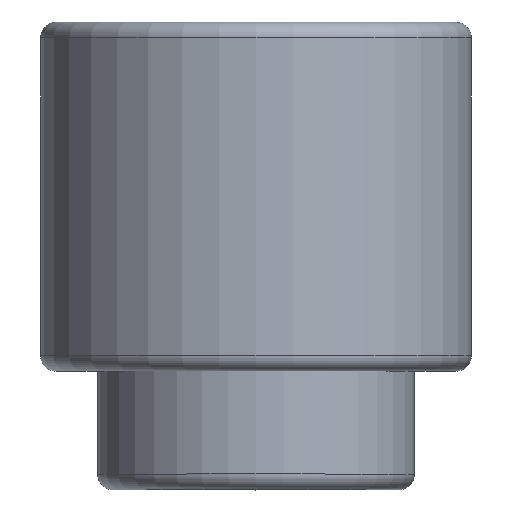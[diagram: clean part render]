
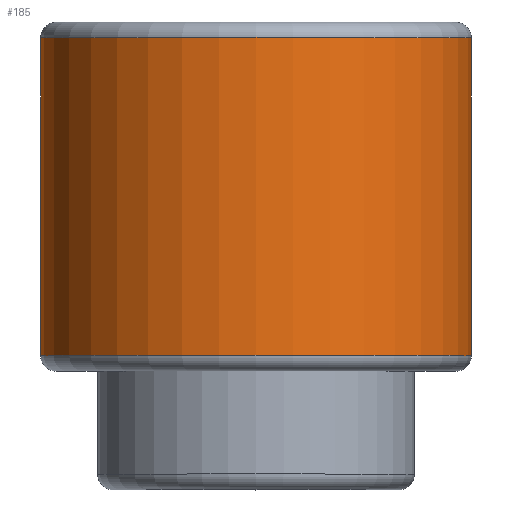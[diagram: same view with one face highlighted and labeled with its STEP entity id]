
A CAD part, top view. The second image highlights one B-rep face of the part: STEP entity #185.
In plain terms, the highlighted cylindrical face has radius 2.78 mm (diameter 5.56 mm), a full revolution.
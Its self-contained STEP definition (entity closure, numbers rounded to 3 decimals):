
#31=LINE('',#360,#34);
#34=VECTOR('',#299,2.78);
#37=CYLINDRICAL_SURFACE('',#229,2.78);
#46=FACE_OUTER_BOUND('',#59,.T.);
#59=EDGE_LOOP('',(#159,#160,#161,#162,#163,#164));
#77=CIRCLE('',#225,2.78);
#80=CIRCLE('',#228,2.78);
#81=CIRCLE('',#230,2.78);
#82=CIRCLE('',#231,2.78);
#95=VERTEX_POINT('',#349);
#96=VERTEX_POINT('',#350);
#98=VERTEX_POINT('',#357);
#99=VERTEX_POINT('',#358);
#116=EDGE_CURVE('',#95,#96,#77,.T.);
#119=EDGE_CURVE('',#96,#95,#80,.T.);
#120=EDGE_CURVE('',#98,#99,#81,.T.);
#121=EDGE_CURVE('',#98,#95,#31,.T.);
#122=EDGE_CURVE('',#99,#98,#82,.T.);
#159=ORIENTED_EDGE('',*,*,#120,.F.);
#160=ORIENTED_EDGE('',*,*,#121,.T.);
#161=ORIENTED_EDGE('',*,*,#119,.F.);
#162=ORIENTED_EDGE('',*,*,#116,.F.);
#163=ORIENTED_EDGE('',*,*,#121,.F.);
#164=ORIENTED_EDGE('',*,*,#122,.F.);
#185=ADVANCED_FACE('',(#46),#37,.T.);
#225=AXIS2_PLACEMENT_3D('',#351,#287,#288);
#228=AXIS2_PLACEMENT_3D('',#355,#293,#294);
#229=AXIS2_PLACEMENT_3D('',#356,#295,#296);
#230=AXIS2_PLACEMENT_3D('',#359,#297,#298);
#231=AXIS2_PLACEMENT_3D('',#361,#300,#301);
#287=DIRECTION('center_axis',(0.,-1.,0.));
#288=DIRECTION('ref_axis',(-1.,0.,0.));
#293=DIRECTION('center_axis',(0.,-1.,0.));
#294=DIRECTION('ref_axis',(-1.,0.,0.));
#295=DIRECTION('center_axis',(0.,1.,0.));
#296=DIRECTION('ref_axis',(-1.,0.,0.));
#297=DIRECTION('center_axis',(0.,1.,0.));
#298=DIRECTION('ref_axis',(-1.,0.,0.));
#299=DIRECTION('',(0.,-1.,0.));
#300=DIRECTION('center_axis',(0.,1.,0.));
#301=DIRECTION('ref_axis',(-1.,0.,0.));
#349=CARTESIAN_POINT('',(2.78,1.73,0.));
#350=CARTESIAN_POINT('',(0.,1.73,-2.78));
#351=CARTESIAN_POINT('Origin',(0.,1.73,0.));
#355=CARTESIAN_POINT('Origin',(0.,1.73,0.));
#356=CARTESIAN_POINT('Origin',(0.,1.53,0.));
#357=CARTESIAN_POINT('',(2.78,5.83,0.));
#358=CARTESIAN_POINT('',(0.,5.83,-2.78));
#359=CARTESIAN_POINT('Origin',(0.,5.83,0.));
#360=CARTESIAN_POINT('',(2.78,1.53,0.));
#361=CARTESIAN_POINT('Origin',(0.,5.83,0.));
